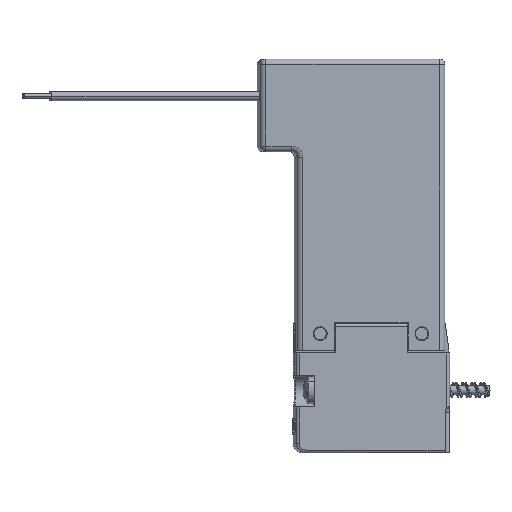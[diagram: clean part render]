
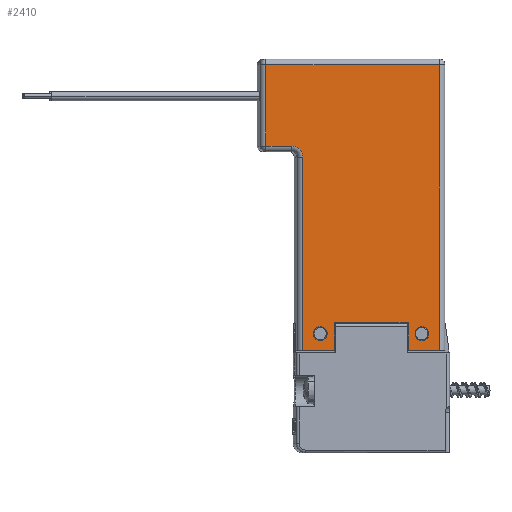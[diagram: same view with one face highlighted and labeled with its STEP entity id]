
A CAD part, front view. The second image highlights one B-rep face of the part: STEP entity #2410.
In plain terms, the highlighted planar face has unit normal (0.034, -0.999, 0).
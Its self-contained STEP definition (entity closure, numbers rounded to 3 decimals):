
#2298=AXIS2_PLACEMENT_3D('Plane Axis2P3D',#2295,#2296,#2297) ;
#2358=AXIS2_PLACEMENT_3D('Circle Axis2P3D',#2356,#2357,$) ;
#2376=AXIS2_PLACEMENT_3D('Circle Axis2P3D',#2374,#2375,$) ;
#2385=AXIS2_PLACEMENT_3D('Circle Axis2P3D',#2383,#2384,$) ;
#2394=AXIS2_PLACEMENT_3D('Circle Axis2P3D',#2392,#2393,$) ;
#2403=AXIS2_PLACEMENT_3D('Circle Axis2P3D',#2401,#2402,$) ;
#2021=CARTESIAN_POINT('Vertex',(-11.342,-5.419,25.3)) ;
#2044=CARTESIAN_POINT('Vertex',(7.447,-4.778,25.3)) ;
#2047=CARTESIAN_POINT('Line Origine',(-1.948,-5.098,25.3)) ;
#2264=CARTESIAN_POINT('Vertex',(-11.342,-5.419,16.5)) ;
#2267=CARTESIAN_POINT('Line Origine',(-11.342,-5.419,10.15)) ;
#2295=CARTESIAN_POINT('Axis2P3D Location',(0.051,-5.03,-5.6)) ;
#2300=CARTESIAN_POINT('Line Origine',(-7.344,-5.283,4.85)) ;
#2304=CARTESIAN_POINT('Vertex',(-7.344,-5.283,15.3)) ;
#2306=CARTESIAN_POINT('Vertex',(-7.344,-5.283,-5.6)) ;
#2309=CARTESIAN_POINT('Line Origine',(-5.645,-5.225,-5.6)) ;
#2313=CARTESIAN_POINT('Vertex',(-3.946,-5.167,-5.6)) ;
#2316=CARTESIAN_POINT('Line Origine',(-3.946,-5.167,-4.1)) ;
#2320=CARTESIAN_POINT('Vertex',(-3.946,-5.167,-2.6)) ;
#2323=CARTESIAN_POINT('Line Origine',(0.051,-5.03,-2.6)) ;
#2327=CARTESIAN_POINT('Vertex',(4.049,-4.894,-2.6)) ;
#2330=CARTESIAN_POINT('Line Origine',(4.049,-4.894,-4.1)) ;
#2334=CARTESIAN_POINT('Vertex',(4.049,-4.894,-5.6)) ;
#2337=CARTESIAN_POINT('Line Origine',(5.748,-4.836,-5.6)) ;
#2341=CARTESIAN_POINT('Vertex',(7.447,-4.778,-5.6)) ;
#2344=CARTESIAN_POINT('Line Origine',(7.447,-4.778,9.85)) ;
#2349=CARTESIAN_POINT('Line Origine',(-9.943,-5.371,16.5)) ;
#2353=CARTESIAN_POINT('Vertex',(-8.544,-5.324,16.5)) ;
#2356=CARTESIAN_POINT('Axis2P3D Location',(-8.544,-5.324,15.3)) ;
#2374=CARTESIAN_POINT('Axis2P3D Location',(-5.446,-5.218,-3.8)) ;
#2378=CARTESIAN_POINT('Vertex',(-4.788,-5.195,-4.16)) ;
#2380=CARTESIAN_POINT('Vertex',(-6.103,-5.24,-3.44)) ;
#2383=CARTESIAN_POINT('Axis2P3D Location',(-5.446,-5.218,-3.8)) ;
#2392=CARTESIAN_POINT('Axis2P3D Location',(5.548,-4.843,-3.8)) ;
#2396=CARTESIAN_POINT('Vertex',(4.89,-4.865,-3.44)) ;
#2398=CARTESIAN_POINT('Vertex',(6.206,-4.82,-4.16)) ;
#2401=CARTESIAN_POINT('Axis2P3D Location',(5.548,-4.843,-3.8)) ;
#2048=DIRECTION('Vector Direction',(-0.999,-0.034,0.)) ;
#2268=DIRECTION('Vector Direction',(0.,0.,-1.)) ;
#2296=DIRECTION('Axis2P3D Direction',(0.034,-0.999,0.)) ;
#2297=DIRECTION('Axis2P3D XDirection',(0.999,0.034,0.)) ;
#2301=DIRECTION('Vector Direction',(0.,0.,-1.)) ;
#2310=DIRECTION('Vector Direction',(-0.999,-0.034,0.)) ;
#2317=DIRECTION('Vector Direction',(0.,0.,-1.)) ;
#2324=DIRECTION('Vector Direction',(0.999,0.034,0.)) ;
#2331=DIRECTION('Vector Direction',(0.,0.,1.)) ;
#2338=DIRECTION('Vector Direction',(-0.999,-0.034,0.)) ;
#2345=DIRECTION('Vector Direction',(0.,0.,-1.)) ;
#2350=DIRECTION('Vector Direction',(0.999,0.034,0.)) ;
#2357=DIRECTION('Axis2P3D Direction',(0.034,-0.999,0.)) ;
#2375=DIRECTION('Axis2P3D Direction',(0.034,-0.999,0.)) ;
#2384=DIRECTION('Axis2P3D Direction',(0.034,-0.999,0.)) ;
#2393=DIRECTION('Axis2P3D Direction',(0.034,-0.999,0.)) ;
#2402=DIRECTION('Axis2P3D Direction',(0.034,-0.999,0.)) ;
#2049=VECTOR('Line Direction',#2048,1.) ;
#2269=VECTOR('Line Direction',#2268,1.) ;
#2302=VECTOR('Line Direction',#2301,1.) ;
#2311=VECTOR('Line Direction',#2310,1.) ;
#2318=VECTOR('Line Direction',#2317,1.) ;
#2325=VECTOR('Line Direction',#2324,1.) ;
#2332=VECTOR('Line Direction',#2331,1.) ;
#2339=VECTOR('Line Direction',#2338,1.) ;
#2346=VECTOR('Line Direction',#2345,1.) ;
#2351=VECTOR('Line Direction',#2350,1.) ;
#2362=ORIENTED_EDGE('',*,*,#2308,.T.) ;
#2363=ORIENTED_EDGE('',*,*,#2315,.T.) ;
#2364=ORIENTED_EDGE('',*,*,#2322,.F.) ;
#2365=ORIENTED_EDGE('',*,*,#2329,.T.) ;
#2366=ORIENTED_EDGE('',*,*,#2336,.F.) ;
#2367=ORIENTED_EDGE('',*,*,#2343,.T.) ;
#2368=ORIENTED_EDGE('',*,*,#2348,.T.) ;
#2369=ORIENTED_EDGE('',*,*,#2051,.T.) ;
#2370=ORIENTED_EDGE('',*,*,#2271,.T.) ;
#2371=ORIENTED_EDGE('',*,*,#2355,.T.) ;
#2372=ORIENTED_EDGE('',*,*,#2360,.T.) ;
#2389=ORIENTED_EDGE('',*,*,#2382,.F.) ;
#2390=ORIENTED_EDGE('',*,*,#2387,.F.) ;
#2407=ORIENTED_EDGE('',*,*,#2400,.F.) ;
#2408=ORIENTED_EDGE('',*,*,#2405,.F.) ;
#2391=FACE_BOUND('',#2388,.T.) ;
#2409=FACE_BOUND('',#2406,.T.) ;
#2410=ADVANCED_FACE('K\X2\00F6\X0\rper.2',(#2373,#2391,#2409),#2299,.T.) ;
#2359=CIRCLE('generated circle',#2358,1.2) ;
#2377=CIRCLE('generated circle',#2376,0.75) ;
#2386=CIRCLE('generated circle',#2385,0.75) ;
#2395=CIRCLE('generated circle',#2394,0.75) ;
#2404=CIRCLE('generated circle',#2403,0.75) ;
#2051=EDGE_CURVE('',#2045,#2022,#2050,.T.) ;
#2271=EDGE_CURVE('',#2022,#2265,#2270,.T.) ;
#2308=EDGE_CURVE('',#2305,#2307,#2303,.T.) ;
#2315=EDGE_CURVE('',#2307,#2314,#2312,.F.) ;
#2322=EDGE_CURVE('',#2321,#2314,#2319,.T.) ;
#2329=EDGE_CURVE('',#2321,#2328,#2326,.T.) ;
#2336=EDGE_CURVE('',#2335,#2328,#2333,.T.) ;
#2343=EDGE_CURVE('',#2335,#2342,#2340,.F.) ;
#2348=EDGE_CURVE('',#2342,#2045,#2347,.F.) ;
#2355=EDGE_CURVE('',#2265,#2354,#2352,.T.) ;
#2360=EDGE_CURVE('',#2354,#2305,#2359,.F.) ;
#2382=EDGE_CURVE('',#2379,#2381,#2377,.T.) ;
#2387=EDGE_CURVE('',#2381,#2379,#2386,.T.) ;
#2400=EDGE_CURVE('',#2397,#2399,#2395,.T.) ;
#2405=EDGE_CURVE('',#2399,#2397,#2404,.T.) ;
#2361=EDGE_LOOP('',(#2362,#2363,#2364,#2365,#2366,#2367,#2368,#2369,#2370,#2371,#2372)) ;
#2388=EDGE_LOOP('',(#2389,#2390)) ;
#2406=EDGE_LOOP('',(#2407,#2408)) ;
#2373=FACE_OUTER_BOUND('',#2361,.T.) ;
#2050=LINE('Line',#2047,#2049) ;
#2270=LINE('Line',#2267,#2269) ;
#2303=LINE('Line',#2300,#2302) ;
#2312=LINE('Line',#2309,#2311) ;
#2319=LINE('Line',#2316,#2318) ;
#2326=LINE('Line',#2323,#2325) ;
#2333=LINE('Line',#2330,#2332) ;
#2340=LINE('Line',#2337,#2339) ;
#2347=LINE('Line',#2344,#2346) ;
#2352=LINE('Line',#2349,#2351) ;
#2299=PLANE('',#2298) ;
#2022=VERTEX_POINT('',#2021) ;
#2045=VERTEX_POINT('',#2044) ;
#2265=VERTEX_POINT('',#2264) ;
#2305=VERTEX_POINT('',#2304) ;
#2307=VERTEX_POINT('',#2306) ;
#2314=VERTEX_POINT('',#2313) ;
#2321=VERTEX_POINT('',#2320) ;
#2328=VERTEX_POINT('',#2327) ;
#2335=VERTEX_POINT('',#2334) ;
#2342=VERTEX_POINT('',#2341) ;
#2354=VERTEX_POINT('',#2353) ;
#2379=VERTEX_POINT('',#2378) ;
#2381=VERTEX_POINT('',#2380) ;
#2397=VERTEX_POINT('',#2396) ;
#2399=VERTEX_POINT('',#2398) ;
